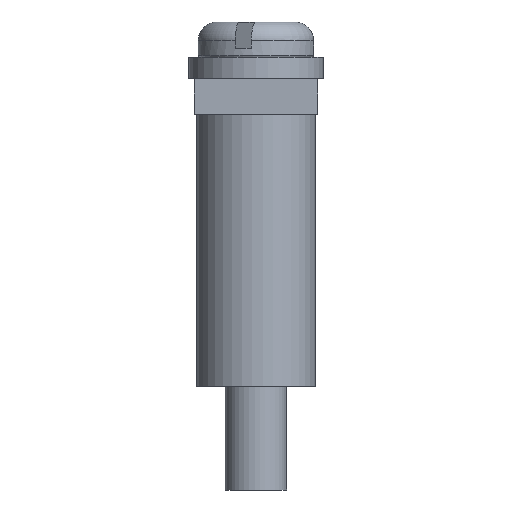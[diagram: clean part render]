
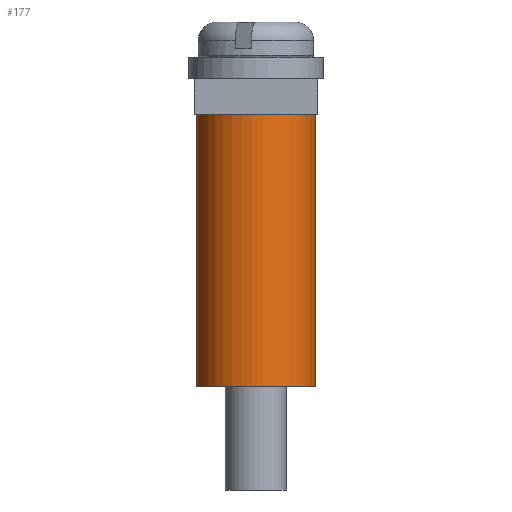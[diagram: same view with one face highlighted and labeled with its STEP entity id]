
A CAD part, front view. The second image highlights one B-rep face of the part: STEP entity #177.
In plain terms, the highlighted cylindrical face has radius 2.5 mm (diameter 5 mm), a full revolution.
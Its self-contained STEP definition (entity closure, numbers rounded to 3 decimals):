
#34 = CARTESIAN_POINT ( 'NONE',  ( 3.924, -19.289, 29.85 ) ) ;
#177 = ADVANCED_FACE ( 'NONE', ( #912, #1539 ), #1560, .T. ) ;
#433 = CARTESIAN_POINT ( 'NONE',  ( 3.924, -19.289, 41.35 ) ) ;
#855 = AXIS2_PLACEMENT_3D ( 'NONE', #34, #1255, #2612 ) ;
#912 = FACE_OUTER_BOUND ( 'NONE', #1067, .T. ) ;
#1067 = EDGE_LOOP ( 'NONE', ( #3188 ) ) ;
#1188 = DIRECTION ( 'NONE',  ( 0., 0., -1. ) ) ;
#1255 = DIRECTION ( 'NONE',  ( 0., 0., 1. ) ) ;
#1362 = VERTEX_POINT ( 'NONE', #2967 ) ;
#1539 = FACE_OUTER_BOUND ( 'NONE', #1576, .T. ) ;
#1560 = CYLINDRICAL_SURFACE ( 'NONE', #1617, 2.5 ) ;
#1576 = EDGE_LOOP ( 'NONE', ( #3741 ) ) ;
#1617 = AXIS2_PLACEMENT_3D ( 'NONE', #2231, #1188, #3502 ) ;
#1707 = VERTEX_POINT ( 'NONE', #2985 ) ;
#2004 = EDGE_CURVE ( 'NONE', #1707, #1707, #2342, .T. ) ;
#2231 = CARTESIAN_POINT ( 'NONE',  ( 3.924, -19.289, 41.35 ) ) ;
#2342 = CIRCLE ( 'NONE', #3200, 2.5 ) ;
#2612 = DIRECTION ( 'NONE',  ( 0.834, -0.552, 0. ) ) ;
#2617 = DIRECTION ( 'NONE',  ( 0., 0., 1. ) ) ;
#2967 = CARTESIAN_POINT ( 'NONE',  ( 6.009, -20.67, 29.85 ) ) ;
#2985 = CARTESIAN_POINT ( 'NONE',  ( 6.009, -20.67, 41.35 ) ) ;
#3188 = ORIENTED_EDGE ( 'NONE', *, *, #2004, .F. ) ;
#3200 = AXIS2_PLACEMENT_3D ( 'NONE', #433, #2617, #3258 ) ;
#3258 = DIRECTION ( 'NONE',  ( 0.834, -0.552, 0. ) ) ;
#3502 = DIRECTION ( 'NONE',  ( -0.834, 0.552, 0. ) ) ;
#3628 = CIRCLE ( 'NONE', #855, 2.5 ) ;
#3741 = ORIENTED_EDGE ( 'NONE', *, *, #4085, .T. ) ;
#4085 = EDGE_CURVE ( 'NONE', #1362, #1362, #3628, .T. ) ;
